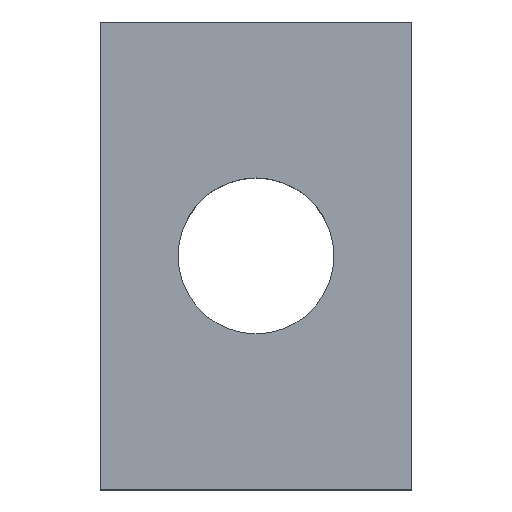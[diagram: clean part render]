
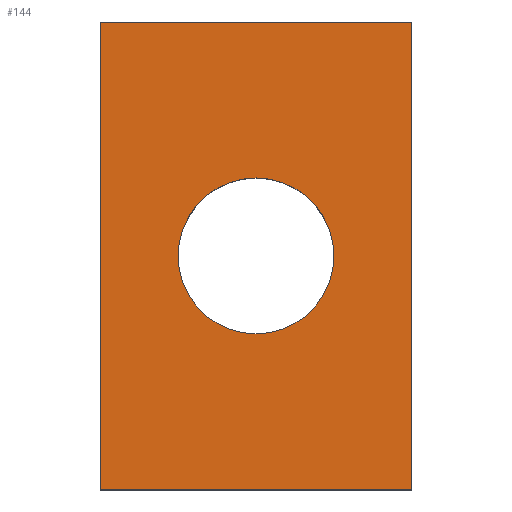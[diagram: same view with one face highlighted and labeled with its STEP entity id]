
A CAD part, top view. The second image highlights one B-rep face of the part: STEP entity #144.
In plain terms, the highlighted planar face has unit normal (0, 0, 1).
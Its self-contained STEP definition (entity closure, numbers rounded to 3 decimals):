
#3 = FACE_OUTER_BOUND ( 'NONE', #237, .T. ) ;
#15 = CARTESIAN_POINT ( 'NONE',  ( 10., 15., 4. ) ) ;
#16 = EDGE_CURVE ( 'NONE', #55, #152, #115, .T. ) ;
#23 = DIRECTION ( 'NONE',  ( 1., 0., 0. ) ) ;
#25 = LINE ( 'NONE', #222, #254 ) ;
#26 = DIRECTION ( 'NONE',  ( 0., 0., 1. ) ) ;
#41 = CARTESIAN_POINT ( 'NONE',  ( 0., 0., 4. ) ) ;
#43 = FACE_BOUND ( 'NONE', #213, .T. ) ;
#46 = DIRECTION ( 'NONE',  ( 0., 1., 0. ) ) ;
#49 = ORIENTED_EDGE ( 'NONE', *, *, #225, .F. ) ;
#54 = VECTOR ( 'NONE', #256, 1000. ) ;
#55 = VERTEX_POINT ( 'NONE', #239 ) ;
#65 = CARTESIAN_POINT ( 'NONE',  ( 0., 0., 4. ) ) ;
#71 = VECTOR ( 'NONE', #46, 1000. ) ;
#72 = CARTESIAN_POINT ( 'NONE',  ( 7.5, 7.5, 4. ) ) ;
#75 = ORIENTED_EDGE ( 'NONE', *, *, #100, .T. ) ;
#81 = VERTEX_POINT ( 'NONE', #140 ) ;
#87 = DIRECTION ( 'NONE',  ( 0., 0., 1. ) ) ;
#100 = EDGE_CURVE ( 'NONE', #191, #216, #25, .T. ) ;
#104 = DIRECTION ( 'NONE',  ( -1., 0., 0. ) ) ;
#111 = CARTESIAN_POINT ( 'NONE',  ( 10., 0., 4. ) ) ;
#115 = LINE ( 'NONE', #15, #54 ) ;
#123 = PLANE ( 'NONE',  #249 ) ;
#126 = EDGE_CURVE ( 'NONE', #152, #191, #185, .T. ) ;
#131 = AXIS2_PLACEMENT_3D ( 'NONE', #159, #87, #104 ) ;
#140 = CARTESIAN_POINT ( 'NONE',  ( 2.5, 7.5, 4. ) ) ;
#143 = CARTESIAN_POINT ( 'NONE',  ( 0., 15., 4. ) ) ;
#144 = ADVANCED_FACE ( 'NONE', ( #43, #3 ), #123, .T. ) ;
#145 = LINE ( 'NONE', #111, #71 ) ;
#150 = ORIENTED_EDGE ( 'NONE', *, *, #196, .T. ) ;
#152 = VERTEX_POINT ( 'NONE', #143 ) ;
#159 = CARTESIAN_POINT ( 'NONE',  ( 5., 7.5, 4. ) ) ;
#161 = CARTESIAN_POINT ( 'NONE',  ( 0., 15., 4. ) ) ;
#170 = EDGE_CURVE ( 'NONE', #81, #235, #244, .T. ) ;
#173 = CIRCLE ( 'NONE', #215, 2.5 ) ;
#185 = LINE ( 'NONE', #161, #190 ) ;
#187 = DIRECTION ( 'NONE',  ( -1., 0., 0. ) ) ;
#190 = VECTOR ( 'NONE', #221, 1000. ) ;
#191 = VERTEX_POINT ( 'NONE', #65 ) ;
#196 = EDGE_CURVE ( 'NONE', #216, #55, #145, .T. ) ;
#206 = CARTESIAN_POINT ( 'NONE',  ( 10., 0., 4. ) ) ;
#213 = EDGE_LOOP ( 'NONE', ( #49, #231 ) ) ;
#215 = AXIS2_PLACEMENT_3D ( 'NONE', #226, #26, #187 ) ;
#216 = VERTEX_POINT ( 'NONE', #206 ) ;
#221 = DIRECTION ( 'NONE',  ( 0., -1., 0. ) ) ;
#222 = CARTESIAN_POINT ( 'NONE',  ( 0., 0., 4. ) ) ;
#225 = EDGE_CURVE ( 'NONE', #235, #81, #173, .T. ) ;
#226 = CARTESIAN_POINT ( 'NONE',  ( 5., 7.5, 4. ) ) ;
#231 = ORIENTED_EDGE ( 'NONE', *, *, #170, .F. ) ;
#235 = VERTEX_POINT ( 'NONE', #72 ) ;
#237 = EDGE_LOOP ( 'NONE', ( #75, #150, #246, #251 ) ) ;
#239 = CARTESIAN_POINT ( 'NONE',  ( 10., 15., 4. ) ) ;
#242 = DIRECTION ( 'NONE',  ( 1., 0., 0. ) ) ;
#244 = CIRCLE ( 'NONE', #131, 2.5 ) ;
#246 = ORIENTED_EDGE ( 'NONE', *, *, #16, .T. ) ;
#249 = AXIS2_PLACEMENT_3D ( 'NONE', #41, #259, #23 ) ;
#251 = ORIENTED_EDGE ( 'NONE', *, *, #126, .T. ) ;
#254 = VECTOR ( 'NONE', #242, 1000. ) ;
#256 = DIRECTION ( 'NONE',  ( -1., 0., 0. ) ) ;
#259 = DIRECTION ( 'NONE',  ( 0., 0., 1. ) ) ;
